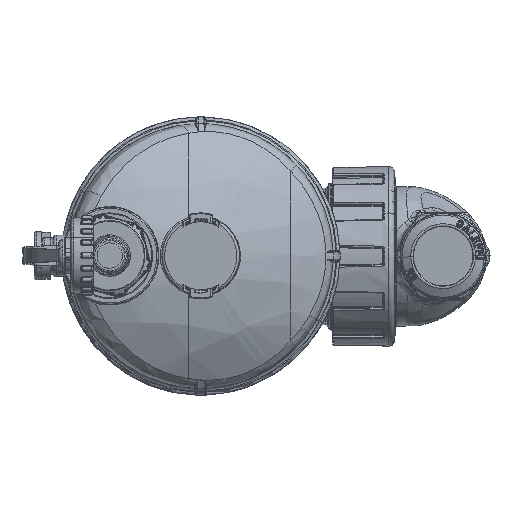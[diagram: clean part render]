
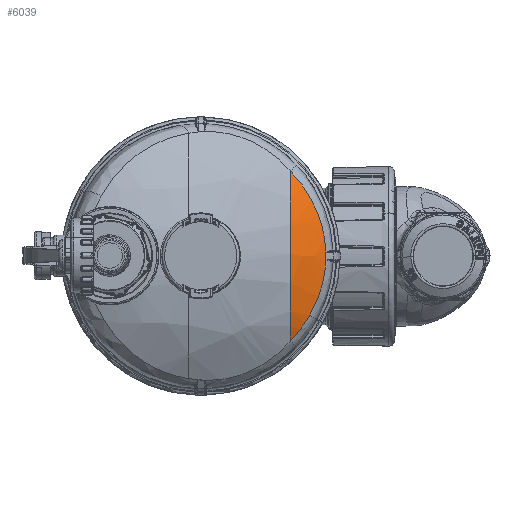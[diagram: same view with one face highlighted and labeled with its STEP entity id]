
A CAD part, top view. The second image highlights one B-rep face of the part: STEP entity #6039.
In plain terms, the highlighted free-form (B-spline) face has degree [3, 5] with [4, 9] control points.
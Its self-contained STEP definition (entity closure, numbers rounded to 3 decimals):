
#4811=CARTESIAN_POINT('Vertex',(33.357,-31.827,88.529)) ;
#4815=CARTESIAN_POINT('Control Point',(33.357,31.827,88.529)) ;
#4816=CARTESIAN_POINT('Control Point',(33.357,19.89,94.412)) ;
#4817=CARTESIAN_POINT('Control Point',(33.357,6.741,97.533)) ;
#4818=CARTESIAN_POINT('Control Point',(33.357,-6.828,97.519)) ;
#4819=CARTESIAN_POINT('Control Point',(33.357,-19.943,94.385)) ;
#4820=CARTESIAN_POINT('Control Point',(33.357,-31.827,88.529)) ;
#4821=CARTESIAN_POINT('Vertex',(33.357,31.827,88.529)) ;
#5972=CARTESIAN_POINT('Control Point',(33.357,31.827,88.529)) ;
#5973=CARTESIAN_POINT('Control Point',(33.357,26.097,91.353)) ;
#5974=CARTESIAN_POINT('Control Point',(33.357,19.911,93.612)) ;
#5975=CARTESIAN_POINT('Control Point',(33.357,13.369,95.175)) ;
#5976=CARTESIAN_POINT('Control Point',(33.357,-0.067,96.727)) ;
#5977=CARTESIAN_POINT('Control Point',(33.357,-13.475,95.153)) ;
#5978=CARTESIAN_POINT('Control Point',(33.357,-19.989,93.585)) ;
#5979=CARTESIAN_POINT('Control Point',(33.357,-26.138,91.333)) ;
#5980=CARTESIAN_POINT('Control Point',(33.357,-31.827,88.529)) ;
#5981=CARTESIAN_POINT('Control Point',(38.172,31.827,86.284)) ;
#5982=CARTESIAN_POINT('Control Point',(38.172,26.097,89.108)) ;
#5983=CARTESIAN_POINT('Control Point',(38.172,19.911,91.367)) ;
#5984=CARTESIAN_POINT('Control Point',(38.172,13.369,92.93)) ;
#5985=CARTESIAN_POINT('Control Point',(38.172,-0.067,94.482)) ;
#5986=CARTESIAN_POINT('Control Point',(38.172,-13.475,92.907)) ;
#5987=CARTESIAN_POINT('Control Point',(38.172,-19.989,91.339)) ;
#5988=CARTESIAN_POINT('Control Point',(38.172,-26.138,89.087)) ;
#5989=CARTESIAN_POINT('Control Point',(38.172,-31.827,86.284)) ;
#5990=CARTESIAN_POINT('Control Point',(42.686,31.827,83.396)) ;
#5991=CARTESIAN_POINT('Control Point',(42.686,26.097,86.22)) ;
#5992=CARTESIAN_POINT('Control Point',(42.686,19.911,88.479)) ;
#5993=CARTESIAN_POINT('Control Point',(42.686,13.369,90.042)) ;
#5994=CARTESIAN_POINT('Control Point',(42.686,-0.067,91.593)) ;
#5995=CARTESIAN_POINT('Control Point',(42.686,-13.475,90.019)) ;
#5996=CARTESIAN_POINT('Control Point',(42.686,-19.989,88.451)) ;
#5997=CARTESIAN_POINT('Control Point',(42.686,-26.138,86.199)) ;
#5998=CARTESIAN_POINT('Control Point',(42.686,-31.827,83.396)) ;
#5999=CARTESIAN_POINT('Control Point',(46.743,31.827,79.965)) ;
#6000=CARTESIAN_POINT('Control Point',(46.743,26.097,82.789)) ;
#6001=CARTESIAN_POINT('Control Point',(46.743,19.911,85.048)) ;
#6002=CARTESIAN_POINT('Control Point',(46.743,13.369,86.611)) ;
#6003=CARTESIAN_POINT('Control Point',(46.743,-0.067,88.163)) ;
#6004=CARTESIAN_POINT('Control Point',(46.743,-13.475,86.589)) ;
#6005=CARTESIAN_POINT('Control Point',(46.743,-19.989,85.021)) ;
#6006=CARTESIAN_POINT('Control Point',(46.743,-26.138,82.769)) ;
#6007=CARTESIAN_POINT('Control Point',(46.743,-31.827,79.965)) ;
#6009=CARTESIAN_POINT('Control Point',(33.357,-31.827,88.529)) ;
#6010=CARTESIAN_POINT('Control Point',(35.473,-29.63,88.625)) ;
#6011=CARTESIAN_POINT('Control Point',(37.42,-27.258,88.628)) ;
#6012=CARTESIAN_POINT('Control Point',(39.18,-24.724,88.543)) ;
#6013=CARTESIAN_POINT('Control Point',(40.72,-22.04,88.404)) ;
#6014=CARTESIAN_POINT('Vertex',(40.72,-22.04,88.404)) ;
#6018=CARTESIAN_POINT('Control Point',(40.72,-22.04,88.404)) ;
#6019=CARTESIAN_POINT('Control Point',(42.083,-19.664,88.281)) ;
#6020=CARTESIAN_POINT('Control Point',(43.285,-17.178,88.119)) ;
#6021=CARTESIAN_POINT('Control Point',(44.31,-14.589,87.936)) ;
#6022=CARTESIAN_POINT('Control Point',(45.766,-9.854,87.631)) ;
#6023=CARTESIAN_POINT('Control Point',(46.54,-4.912,87.436)) ;
#6024=CARTESIAN_POINT('Control Point',(46.738,-2.741,87.382)) ;
#6025=CARTESIAN_POINT('Control Point',(46.858,1.844,87.352)) ;
#6026=CARTESIAN_POINT('Control Point',(46.358,6.396,87.481)) ;
#6027=CARTESIAN_POINT('Control Point',(45.929,8.75,87.589)) ;
#6028=CARTESIAN_POINT('Control Point',(44.237,15.406,87.972)) ;
#6029=CARTESIAN_POINT('Control Point',(41.346,21.551,88.42)) ;
#6030=CARTESIAN_POINT('Control Point',(39.027,25.283,88.627)) ;
#6031=CARTESIAN_POINT('Control Point',(36.351,28.719,88.665)) ;
#6032=CARTESIAN_POINT('Control Point',(33.357,31.827,88.529)) ;
#4823=EDGE_CURVE('',#4822,#4812,#4814,.T.) ;
#6016=EDGE_CURVE('',#4812,#6015,#6008,.T.) ;
#6033=EDGE_CURVE('',#6015,#4822,#6017,.T.) ;
#6035=ORIENTED_EDGE('',*,*,#4823,.T.) ;
#6036=ORIENTED_EDGE('',*,*,#6016,.T.) ;
#6037=ORIENTED_EDGE('',*,*,#6033,.T.) ;
#6034=EDGE_LOOP('',(#6035,#6036,#6037)) ;
#4812=VERTEX_POINT('',#4811) ;
#4822=VERTEX_POINT('',#4821) ;
#6015=VERTEX_POINT('',#6014) ;
#6039=ADVANCED_FACE('Body.53',(#6038),#5971,.F.) ;
#6008=B_SPLINE_CURVE_WITH_KNOTS('',4,(#6009,#6010,#6011,#6012,#6013),.UNSPECIFIED.,.F.,.U.,(5,5),(0.,18.423),.UNSPECIFIED.) ;
#6017=B_SPLINE_CURVE_WITH_KNOTS('',5,(#6018,#6019,#6020,#6021,#6022,#6023,#6024,#6025,#6026,#6027,#6028,#6029,#6030,#6031,#6032),.UNSPECIFIED.,.F.,.U.,(6,3,3,3,6),(18.422,38.806,54.424,71.635,104.147),.UNSPECIFIED.) ;
#5971=B_SPLINE_SURFACE_WITH_KNOTS('',3,5,((#5972,#5973,#5974,#5975,#5976,#5977,#5978,#5979,#5980),(#5981,#5982,#5983,#5984,#5985,#5986,#5987,#5988,#5989),(#5990,#5991,#5992,#5993,#5994,#5995,#5996,#5997,#5998),(#5999,#6000,#6001,#6002,#6003,#6004,#6005,#6006,#6007)),.UNSPECIFIED.,.F.,.F.,.U.,(4,4),(6,3,6),(0.,15.938),(307.751,339.282,370.813),.UNSPECIFIED.) ;
#6038=FACE_OUTER_BOUND('',#6034,.T.) ;
#4814=(BOUNDED_CURVE()B_SPLINE_CURVE(5,(#4815,#4816,#4817,#4818,#4819,#4820),.UNSPECIFIED.,.F.,.U.)B_SPLINE_CURVE_WITH_KNOTS((6,6),(307.751,370.813),.UNSPECIFIED.)CURVE()GEOMETRIC_REPRESENTATION_ITEM()RATIONAL_B_SPLINE_CURVE((0.874,0.839,0.822,0.823,0.842,0.88))REPRESENTATION_ITEM('')) ;
